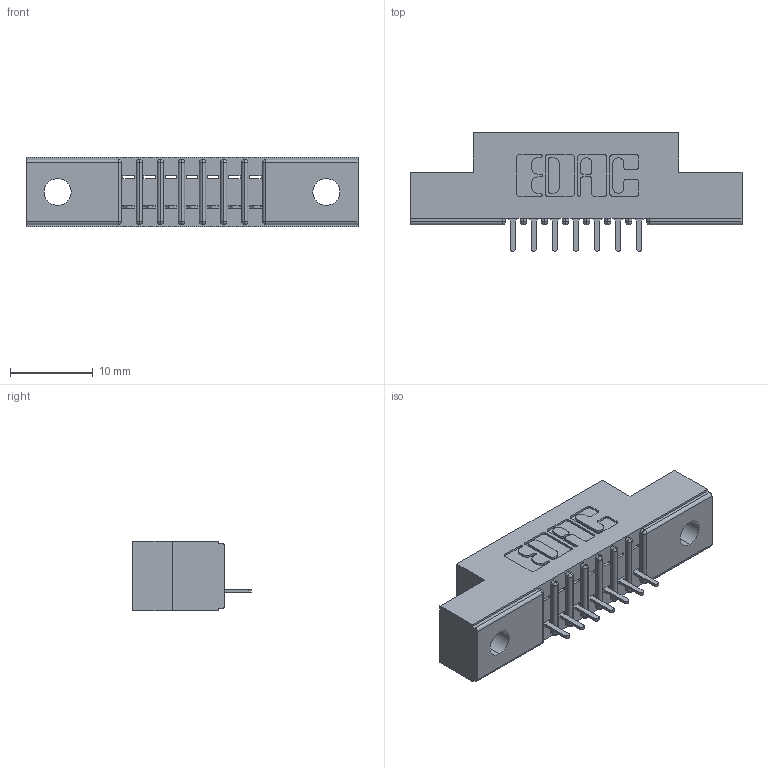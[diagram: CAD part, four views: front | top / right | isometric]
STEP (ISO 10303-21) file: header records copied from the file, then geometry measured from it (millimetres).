
FILE_DESCRIPTION (( 'STEP AP203' ), '1' );
FILE_NAME ('391-007-520-102.STEP', '2018-08-08T15:24:20', ( '' ), ( '' ), 'SwSTEP 2.0', 'SolidWorks 2016', '' );
FILE_SCHEMA (( 'CONFIG_CONTROL_DESIGN' ));
Length unit declared in the file: inch
Products named in the file (3): 341 Part_.128 (3.25) Dia Mounting Holes; 341-292-001_341-292-120; 391-007-520-102
Assembly tree (8 placements, depth 2):
  391-007-520-102
    341 Part_.128 (3.25) Dia Mounting Holes
    341-292-001_341-292-120  x7
Bounding box: 40.01 x 14.27 x 8.38 mm (x, y, z)
Volume: 2228.5 mm3; surface area: 3139.7 mm2
Topology: 8 solids, 8 shells, 690 faces, 1975 edges, 1270 vertices
Faces by surface type: plane 425, cylinder 237, sphere 16, torus 12
Entity records: 12912 total; most frequent: CARTESIAN_POINT 2178, ORIENTED_EDGE 2166, DIRECTION 2131, EDGE_CURVE 1083, VECTOR 837, LINE 837, VERTEX_POINT 694, AXIS2_PLACEMENT_3D 647
